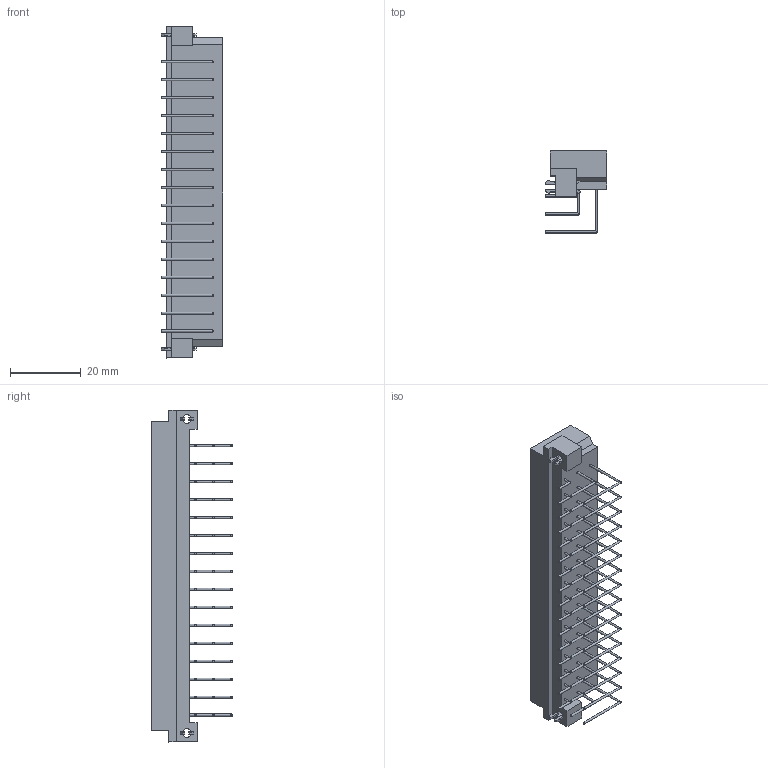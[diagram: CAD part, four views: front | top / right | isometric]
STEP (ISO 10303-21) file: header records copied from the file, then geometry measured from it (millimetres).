
FILE_DESCRIPTION(/* description */ (''),/* implementation_level */ '2;1');
FILE_NAME(/* name */ '100083143ugm000_b.stp',/* time_stamp */ '2015-09-02T07:34:56+02:00',/* author */ (''),/* organization */ (''),/* preprocessor_version */ 'ST-DEVELOPER v15',/* originating_system */ 'SIEMENS PLM Software NX 8.5',/* authorisation */ '');
FILE_SCHEMA (('AUTOMOTIVE_DESIGN { 1 0 10303 214 3 1 1 1 }'));
Length unit declared in the file: millimetre
Products named in the file (1): 100083143ugm000_b
Bounding box: 17.55 x 23.1 x 94 mm (x, y, z)
Volume: 7729 mm3; surface area: 8477.9 mm2
Topology: 1 solids, 1 shells, 429 faces, 1002 edges, 585 vertices
Faces by surface type: plane 207, cylinder 174, sphere 48
Full cylindrical faces by diameter (mm): 0.6 x144, 2.5 x2
Entity records: 12355 total; most frequent: CARTESIAN_POINT 2495, DIRECTION 1880, ORIENTED_EDGE 1520, AXIS2_PLACEMENT_3D 790, EDGE_CURVE 760, EDGE_LOOP 680, VERTEX_POINT 580, ADVANCED_FACE 429
